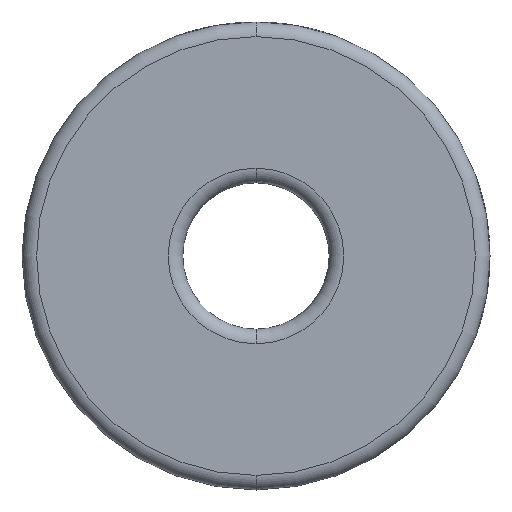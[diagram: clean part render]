
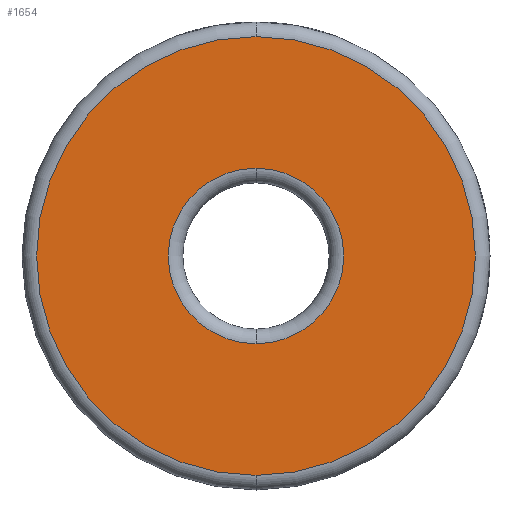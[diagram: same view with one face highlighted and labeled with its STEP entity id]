
A CAD part, front view. The second image highlights one B-rep face of the part: STEP entity #1654.
In plain terms, the highlighted planar face has unit normal (0, -1, 0).
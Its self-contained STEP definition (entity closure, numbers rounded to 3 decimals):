
#92 = AXIS2_PLACEMENT_3D ( 'NONE', #2095, #5456, #3548 ) ;
#105 = EDGE_CURVE ( 'NONE', #4301, #5736, #2069, .T. ) ;
#342 = CARTESIAN_POINT ( 'NONE',  ( 0., -16., 3. ) ) ;
#1608 = DIRECTION ( 'NONE',  ( 0., -1., 0. ) ) ;
#1654 = ADVANCED_FACE ( 'NONE', ( #5400, #2765 ), #3651, .F. ) ;
#1729 = ORIENTED_EDGE ( 'NONE', *, *, #105, .T. ) ;
#2069 = CIRCLE ( 'NONE', #92, 7.5 ) ;
#2095 = CARTESIAN_POINT ( 'NONE',  ( 0., -16., 0. ) ) ;
#2133 = AXIS2_PLACEMENT_3D ( 'NONE', #3579, #1608, #3011 ) ;
#2151 = CARTESIAN_POINT ( 'NONE',  ( 0., -16., 0. ) ) ;
#2629 = CARTESIAN_POINT ( 'NONE',  ( 0., -16., 0. ) ) ;
#2671 = ORIENTED_EDGE ( 'NONE', *, *, #4245, .T. ) ;
#2704 = CIRCLE ( 'NONE', #4629, 3. ) ;
#2765 = FACE_BOUND ( 'NONE', #3389, .T. ) ;
#2793 = DIRECTION ( 'NONE',  ( 0., 0., 1. ) ) ;
#3011 = DIRECTION ( 'NONE',  ( 0., 0., 1. ) ) ;
#3015 = EDGE_CURVE ( 'NONE', #5262, #4154, #5609, .T. ) ;
#3068 = AXIS2_PLACEMENT_3D ( 'NONE', #2629, #3245, #3698 ) ;
#3189 = EDGE_LOOP ( 'NONE', ( #5012, #1729 ) ) ;
#3245 = DIRECTION ( 'NONE',  ( 0., 1., 0. ) ) ;
#3389 = EDGE_LOOP ( 'NONE', ( #4208, #2671 ) ) ;
#3548 = DIRECTION ( 'NONE',  ( 0., 0., 1. ) ) ;
#3579 = CARTESIAN_POINT ( 'NONE',  ( 0., -16., 0. ) ) ;
#3651 = PLANE ( 'NONE',  #3068 ) ;
#3698 = DIRECTION ( 'NONE',  ( 0., 0., 1. ) ) ;
#3764 = EDGE_CURVE ( 'NONE', #5736, #4301, #6041, .T. ) ;
#3798 = CARTESIAN_POINT ( 'NONE',  ( 0., -16., -7.5 ) ) ;
#3824 = DIRECTION ( 'NONE',  ( 0., 1., 0. ) ) ;
#4154 = VERTEX_POINT ( 'NONE', #6087 ) ;
#4208 = ORIENTED_EDGE ( 'NONE', *, *, #3015, .T. ) ;
#4245 = EDGE_CURVE ( 'NONE', #4154, #5262, #2704, .T. ) ;
#4301 = VERTEX_POINT ( 'NONE', #3798 ) ;
#4356 = AXIS2_PLACEMENT_3D ( 'NONE', #2151, #5948, #5075 ) ;
#4629 = AXIS2_PLACEMENT_3D ( 'NONE', #5677, #3824, #2793 ) ;
#5012 = ORIENTED_EDGE ( 'NONE', *, *, #3764, .T. ) ;
#5075 = DIRECTION ( 'NONE',  ( 0., 0., 1. ) ) ;
#5262 = VERTEX_POINT ( 'NONE', #342 ) ;
#5400 = FACE_OUTER_BOUND ( 'NONE', #3189, .T. ) ;
#5456 = DIRECTION ( 'NONE',  ( 0., -1., 0. ) ) ;
#5609 = CIRCLE ( 'NONE', #4356, 3. ) ;
#5677 = CARTESIAN_POINT ( 'NONE',  ( 0., -16., 0. ) ) ;
#5713 = CARTESIAN_POINT ( 'NONE',  ( 0., -16., 7.5 ) ) ;
#5736 = VERTEX_POINT ( 'NONE', #5713 ) ;
#5948 = DIRECTION ( 'NONE',  ( 0., 1., 0. ) ) ;
#6041 = CIRCLE ( 'NONE', #2133, 7.5 ) ;
#6087 = CARTESIAN_POINT ( 'NONE',  ( 0., -16., -3. ) ) ;
